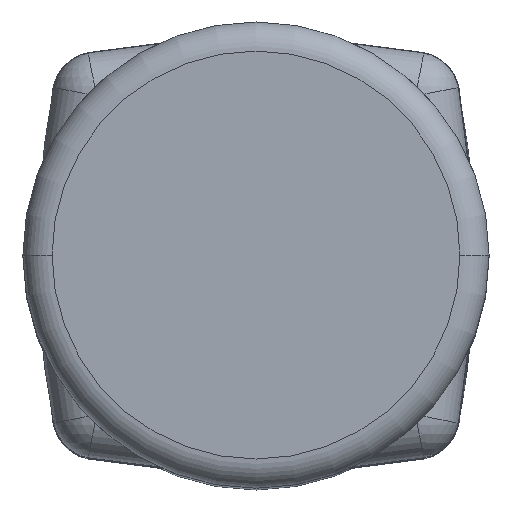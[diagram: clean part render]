
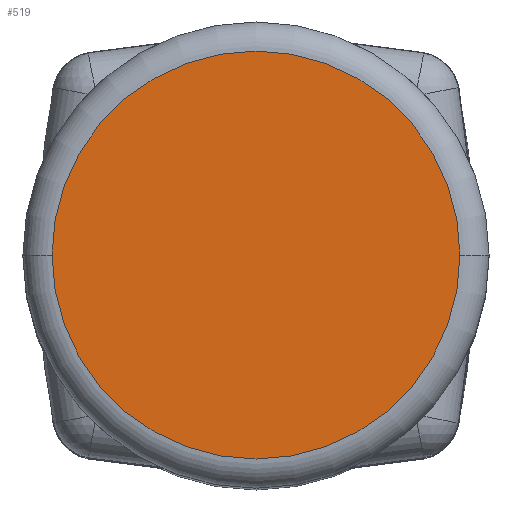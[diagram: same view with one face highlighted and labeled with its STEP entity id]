
A CAD part, top view. The second image highlights one B-rep face of the part: STEP entity #519.
In plain terms, the highlighted planar face has unit normal (0, 0, 1).
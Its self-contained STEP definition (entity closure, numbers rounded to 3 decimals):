
#70 = EDGE_LOOP ( 'NONE', ( #2085, #1146 ) ) ;
#91 = PLANE ( 'NONE',  #477 ) ;
#256 = DIRECTION ( 'NONE',  ( -1., 0., 0. ) ) ;
#365 = AXIS2_PLACEMENT_3D ( 'NONE', #1064, #1863, #256 ) ;
#378 = CIRCLE ( 'NONE', #1094, 0.7 ) ;
#477 = AXIS2_PLACEMENT_3D ( 'NONE', #3354, #884, #3084 ) ;
#519 = ADVANCED_FACE ( 'NONE', ( #1463 ), #91, .F. ) ;
#848 = CARTESIAN_POINT ( 'NONE',  ( 0., 0., 1.85 ) ) ;
#875 = EDGE_CURVE ( 'NONE', #2603, #904, #1456, .T. ) ;
#884 = DIRECTION ( 'NONE',  ( 0., 0., -1. ) ) ;
#904 = VERTEX_POINT ( 'NONE', #1828 ) ;
#1064 = CARTESIAN_POINT ( 'NONE',  ( 0., 0., 1.85 ) ) ;
#1094 = AXIS2_PLACEMENT_3D ( 'NONE', #848, #1384, #3302 ) ;
#1146 = ORIENTED_EDGE ( 'NONE', *, *, #1786, .F. ) ;
#1384 = DIRECTION ( 'NONE',  ( 0., 0., -1. ) ) ;
#1456 = CIRCLE ( 'NONE', #365, 0.7 ) ;
#1463 = FACE_OUTER_BOUND ( 'NONE', #70, .T. ) ;
#1786 = EDGE_CURVE ( 'NONE', #904, #2603, #378, .T. ) ;
#1828 = CARTESIAN_POINT ( 'NONE',  ( -0.7, 0., 1.85 ) ) ;
#1863 = DIRECTION ( 'NONE',  ( 0., 0., -1. ) ) ;
#2085 = ORIENTED_EDGE ( 'NONE', *, *, #875, .F. ) ;
#2488 = CARTESIAN_POINT ( 'NONE',  ( 0.7, 0., 1.85 ) ) ;
#2603 = VERTEX_POINT ( 'NONE', #2488 ) ;
#3084 = DIRECTION ( 'NONE',  ( 0., -1., 0. ) ) ;
#3302 = DIRECTION ( 'NONE',  ( -1., 0., 0. ) ) ;
#3354 = CARTESIAN_POINT ( 'NONE',  ( 0., 0., 1.85 ) ) ;
